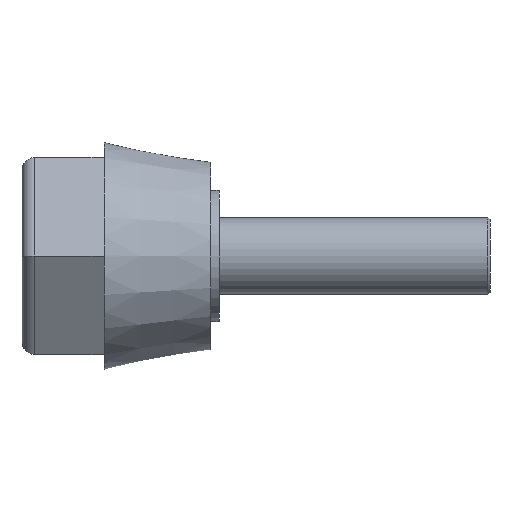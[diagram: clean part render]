
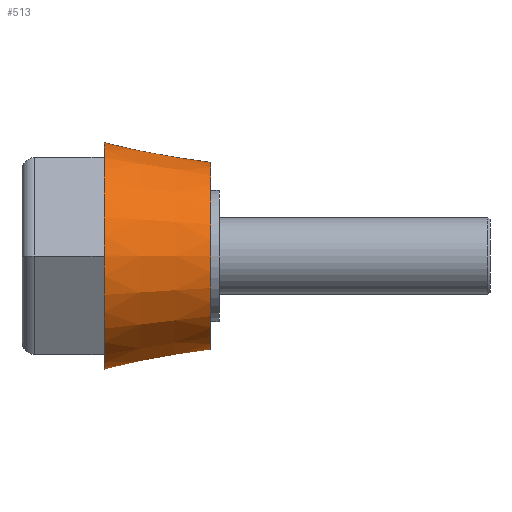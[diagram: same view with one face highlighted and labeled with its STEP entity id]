
A CAD part, left-side view. The second image highlights one B-rep face of the part: STEP entity #513.
In plain terms, the highlighted conical face has half-angle 10.46 degrees and reference radius 6.3 mm.
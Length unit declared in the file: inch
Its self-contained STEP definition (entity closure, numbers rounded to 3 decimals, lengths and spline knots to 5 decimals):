
#157=FACE_BOUND($,#230,.T.);
#191=FACE_OUTER_BOUND($,#229,.T.);
#229=EDGE_LOOP($,(#462));
#230=EDGE_LOOP($,(#463,#464,#465,#466,#467,#468,#469,#470,#471,#472,#473,
#474));
#242=CIRCLE($,#547,0.27165);
#243=CIRCLE($,#549,0.27165);
#244=CIRCLE($,#551,0.27165);
#245=CIRCLE($,#553,0.27165);
#246=CIRCLE($,#555,0.27165);
#247=CIRCLE($,#560,0.27165);
#248=CIRCLE($,#562,0.27165);
#249=CIRCLE($,#564,0.27165);
#250=CIRCLE($,#566,0.27165);
#251=CIRCLE($,#568,0.27165);
#252=CIRCLE($,#570,0.27165);
#253=CIRCLE($,#572,0.27165);
#254=CIRCLE($,#574,0.22441);
#275=VERTEX_POINT($,#802);
#276=VERTEX_POINT($,#804);
#279=VERTEX_POINT($,#812);
#280=VERTEX_POINT($,#814);
#282=VERTEX_POINT($,#820);
#283=VERTEX_POINT($,#822);
#284=VERTEX_POINT($,#829);
#285=VERTEX_POINT($,#833);
#286=VERTEX_POINT($,#834);
#288=VERTEX_POINT($,#842);
#289=VERTEX_POINT($,#843);
#291=VERTEX_POINT($,#850);
#292=VERTEX_POINT($,#873);
#331=EDGE_CURVE($,#275,#280,#242,.T.);
#332=EDGE_CURVE($,#284,#276,#243,.T.);
#334=EDGE_CURVE($,#285,#286,#244,.T.);
#337=EDGE_CURVE($,#279,#283,#245,.T.);
#338=EDGE_CURVE($,#288,#289,#246,.T.);
#347=EDGE_CURVE($,#282,#291,#247,.T.);
#348=EDGE_CURVE($,#289,#285,#248,.T.);
#349=EDGE_CURVE($,#286,#284,#249,.T.);
#350=EDGE_CURVE($,#276,#275,#250,.T.);
#351=EDGE_CURVE($,#291,#288,#251,.T.);
#352=EDGE_CURVE($,#280,#279,#252,.T.);
#353=EDGE_CURVE($,#283,#282,#253,.T.);
#354=EDGE_CURVE($,#292,#292,#254,.T.);
#462=ORIENTED_EDGE($,*,*,#354,.F.);
#463=ORIENTED_EDGE($,*,*,#334,.T.);
#464=ORIENTED_EDGE($,*,*,#349,.T.);
#465=ORIENTED_EDGE($,*,*,#332,.T.);
#466=ORIENTED_EDGE($,*,*,#350,.T.);
#467=ORIENTED_EDGE($,*,*,#331,.T.);
#468=ORIENTED_EDGE($,*,*,#352,.T.);
#469=ORIENTED_EDGE($,*,*,#337,.T.);
#470=ORIENTED_EDGE($,*,*,#353,.T.);
#471=ORIENTED_EDGE($,*,*,#347,.T.);
#472=ORIENTED_EDGE($,*,*,#351,.T.);
#473=ORIENTED_EDGE($,*,*,#338,.T.);
#474=ORIENTED_EDGE($,*,*,#348,.T.);
#482=CONICAL_SURFACE($,#573,0.24803,10.46);
#513=ADVANCED_FACE($,(#191,#157),#482,.T.);
#547=AXIS2_PLACEMENT_3D($,#827,#664,#665);
#549=AXIS2_PLACEMENT_3D($,#830,#668,#669);
#551=AXIS2_PLACEMENT_3D($,#835,#673,#674);
#553=AXIS2_PLACEMENT_3D($,#840,#679,#680);
#555=AXIS2_PLACEMENT_3D($,#844,#683,#684);
#560=AXIS2_PLACEMENT_3D($,#859,#701,#702);
#562=AXIS2_PLACEMENT_3D($,#861,#705,#706);
#564=AXIS2_PLACEMENT_3D($,#863,#709,#710);
#566=AXIS2_PLACEMENT_3D($,#865,#713,#714);
#568=AXIS2_PLACEMENT_3D($,#867,#717,#718);
#570=AXIS2_PLACEMENT_3D($,#869,#721,#722);
#572=AXIS2_PLACEMENT_3D($,#871,#725,#726);
#573=AXIS2_PLACEMENT_3D($,#872,#727,#728);
#574=AXIS2_PLACEMENT_3D($,#874,#729,#730);
#664=DIRECTION('center_axis',(0.,-1.,0.));
#665=DIRECTION('ref_axis',(1.,0.,0.));
#668=DIRECTION('center_axis',(0.,-1.,0.));
#669=DIRECTION('ref_axis',(1.,0.,0.));
#673=DIRECTION('center_axis',(0.,-1.,0.));
#674=DIRECTION('ref_axis',(1.,0.,0.));
#679=DIRECTION('center_axis',(0.,-1.,0.));
#680=DIRECTION('ref_axis',(1.,0.,0.));
#683=DIRECTION('center_axis',(0.,-1.,0.));
#684=DIRECTION('ref_axis',(1.,0.,0.));
#701=DIRECTION('center_axis',(0.,-1.,0.));
#702=DIRECTION('ref_axis',(1.,0.,0.));
#705=DIRECTION('center_axis',(0.,-1.,0.));
#706=DIRECTION('ref_axis',(1.,0.,0.));
#709=DIRECTION('center_axis',(0.,-1.,0.));
#710=DIRECTION('ref_axis',(1.,0.,0.));
#713=DIRECTION('center_axis',(0.,-1.,0.));
#714=DIRECTION('ref_axis',(1.,0.,0.));
#717=DIRECTION('center_axis',(0.,-1.,0.));
#718=DIRECTION('ref_axis',(1.,0.,0.));
#721=DIRECTION('center_axis',(0.,-1.,0.));
#722=DIRECTION('ref_axis',(1.,0.,0.));
#725=DIRECTION('center_axis',(0.,-1.,0.));
#726=DIRECTION('ref_axis',(1.,0.,0.));
#727=DIRECTION('center_axis',(0.,1.,0.));
#728=DIRECTION('ref_axis',(1.,0.,0.));
#729=DIRECTION('center_axis',(0.,-1.,0.));
#730=DIRECTION('ref_axis',(1.,0.,0.));
#802=CARTESIAN_POINT('',(-0.13415,0.9252,0.23622));
#804=CARTESIAN_POINT('',(0.13415,0.9252,0.23622));
#812=CARTESIAN_POINT('',(-0.27165,0.9252,0.00194));
#814=CARTESIAN_POINT('',(-0.1375,0.9252,0.23429));
#820=CARTESIAN_POINT('',(-0.1375,0.9252,-0.23429));
#822=CARTESIAN_POINT('',(-0.27165,0.9252,-0.00194));
#827=CARTESIAN_POINT('Origin',(0.,0.9252,0.));
#829=CARTESIAN_POINT('',(0.1375,0.9252,0.23429));
#830=CARTESIAN_POINT('Origin',(0.,0.9252,0.));
#833=CARTESIAN_POINT('',(0.27165,0.9252,-0.00194));
#834=CARTESIAN_POINT('',(0.27165,0.9252,0.00194));
#835=CARTESIAN_POINT('Origin',(0.,0.9252,0.));
#840=CARTESIAN_POINT('Origin',(0.,0.9252,0.));
#842=CARTESIAN_POINT('',(0.13415,0.9252,-0.23622));
#843=CARTESIAN_POINT('',(0.1375,0.9252,-0.23429));
#844=CARTESIAN_POINT('Origin',(0.,0.9252,0.));
#850=CARTESIAN_POINT('',(-0.13415,0.9252,-0.23622));
#859=CARTESIAN_POINT('Origin',(0.,0.9252,0.));
#861=CARTESIAN_POINT('Origin',(0.,0.9252,0.));
#863=CARTESIAN_POINT('Origin',(0.,0.9252,0.));
#865=CARTESIAN_POINT('Origin',(0.,0.9252,0.));
#867=CARTESIAN_POINT('Origin',(0.,0.9252,0.));
#869=CARTESIAN_POINT('Origin',(0.,0.9252,0.));
#871=CARTESIAN_POINT('Origin',(0.,0.9252,0.));
#872=CARTESIAN_POINT('Origin',(0.,0.79724,0.));
#873=CARTESIAN_POINT('',(0.22441,0.66929,0.));
#874=CARTESIAN_POINT('Origin',(0.,0.66929,0.));
